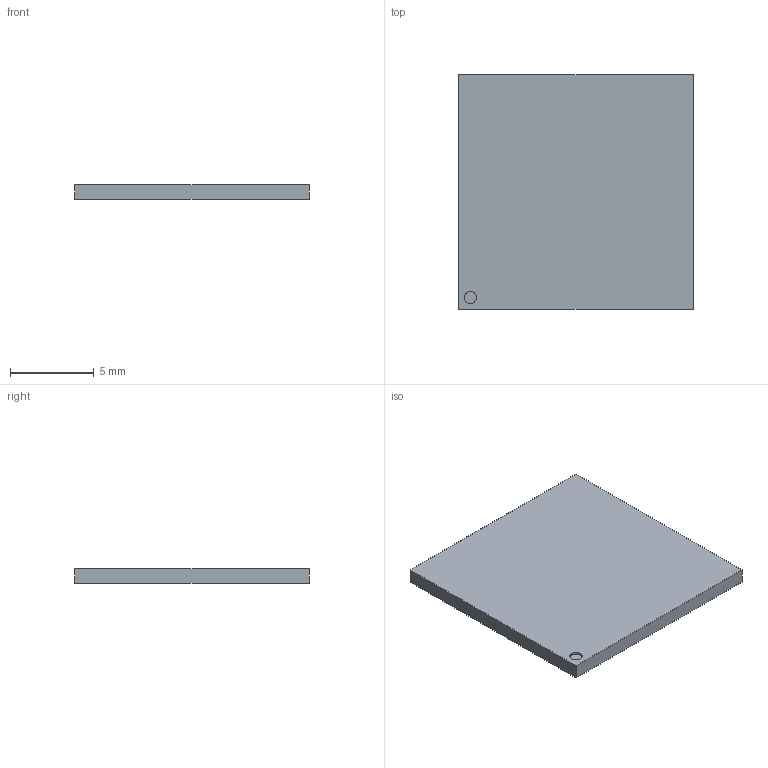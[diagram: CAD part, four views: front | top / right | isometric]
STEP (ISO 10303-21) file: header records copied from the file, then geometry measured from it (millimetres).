
FILE_DESCRIPTION(/* description */ (''),/* implementation_level */ '2;1');
FILE_NAME(/* name */ 'Allwinner_R16 v1.step',/* time_stamp */ '2023-03-12T15:46:12+01:00',/* author */ (''),/* organization */ (''),/* preprocessor_version */ 'ST-DEVELOPER v19.2',/* originating_system */ 'Autodesk Translation Framework v11.17.0.187',/* authorisation */ '');
FILE_SCHEMA (('AUTOMOTIVE_DESIGN { 1 0 10303 214 3 1 1 }'));
Length unit declared in the file: millimetre
Products named in the file (1): Allwinner_R16
Bounding box: 14 x 14 x 0.89 mm (x, y, z)
Volume: 174.4 mm3; surface area: 442.1 mm2
Topology: 1 solids, 1 shells, 8 faces, 15 edges, 10 vertices
Faces by surface type: plane 7, cylinder 1
Full cylindrical faces by diameter (mm): 0.721 x1
Entity records: 234 total; most frequent: DIRECTION 35, CARTESIAN_POINT 34, ORIENTED_EDGE 30, EDGE_CURVE 15, LINE 13, VECTOR 13, AXIS2_PLACEMENT_3D 11, VERTEX_POINT 10
